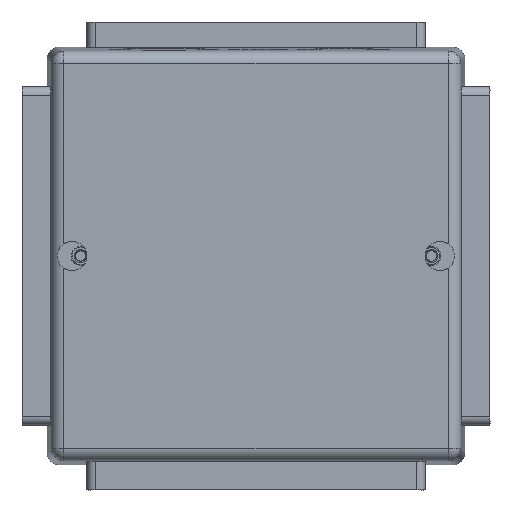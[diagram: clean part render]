
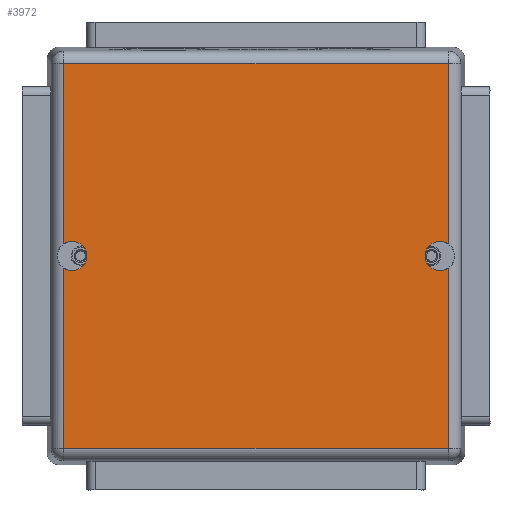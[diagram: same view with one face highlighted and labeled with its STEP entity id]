
A CAD part, left-side view. The second image highlights one B-rep face of the part: STEP entity #3972.
In plain terms, the highlighted planar face has unit normal (-1, 0, 0).
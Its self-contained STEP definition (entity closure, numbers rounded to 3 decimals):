
#3934=AXIS2_PLACEMENT_3D('Plane Axis2P3D',#3931,#3932,#3933) ;
#3938=AXIS2_PLACEMENT_3D('Circle Axis2P3D',#3936,#3937,$) ;
#3945=AXIS2_PLACEMENT_3D('Circle Axis2P3D',#3943,#3944,$) ;
#3950=AXIS2_PLACEMENT_3D('Circle Axis2P3D',#3948,#3949,$) ;
#3957=AXIS2_PLACEMENT_3D('Circle Axis2P3D',#3955,#3956,$) ;
#3720=CARTESIAN_POINT('Vertex',(0.,-46.005,46.005)) ;
#3743=CARTESIAN_POINT('Vertex',(0.,46.005,46.005)) ;
#3746=CARTESIAN_POINT('Line Origine',(0.,0.,46.005)) ;
#3783=CARTESIAN_POINT('Vertex',(0.,46.005,-46.005)) ;
#3806=CARTESIAN_POINT('Vertex',(0.,-46.005,-46.005)) ;
#3809=CARTESIAN_POINT('Line Origine',(0.,0.,-46.005)) ;
#3842=CARTESIAN_POINT('Line Origine',(0.,46.005,0.)) ;
#3846=CARTESIAN_POINT('Vertex',(0.,46.005,2.9)) ;
#3849=CARTESIAN_POINT('Line Origine',(0.,46.005,0.)) ;
#3853=CARTESIAN_POINT('Vertex',(0.,46.005,-2.9)) ;
#3889=CARTESIAN_POINT('Line Origine',(0.,-46.005,0.)) ;
#3893=CARTESIAN_POINT('Vertex',(0.,-46.005,-2.9)) ;
#3896=CARTESIAN_POINT('Line Origine',(0.,-46.005,0.)) ;
#3900=CARTESIAN_POINT('Vertex',(0.,-46.005,2.9)) ;
#3931=CARTESIAN_POINT('Axis2P3D Location',(0.,0.,0.)) ;
#3936=CARTESIAN_POINT('Axis2P3D Location',(0.,44.,0.)) ;
#3940=CARTESIAN_POINT('Vertex',(0.,40.475,0.)) ;
#3943=CARTESIAN_POINT('Axis2P3D Location',(0.,44.,0.)) ;
#3948=CARTESIAN_POINT('Axis2P3D Location',(0.,-44.,0.)) ;
#3952=CARTESIAN_POINT('Vertex',(0.,-40.475,0.)) ;
#3955=CARTESIAN_POINT('Axis2P3D Location',(0.,-44.,0.)) ;
#3747=DIRECTION('Vector Direction',(0.,-1.,0.)) ;
#3810=DIRECTION('Vector Direction',(0.,1.,0.)) ;
#3843=DIRECTION('Vector Direction',(0.,0.,-1.)) ;
#3850=DIRECTION('Vector Direction',(0.,0.,-1.)) ;
#3890=DIRECTION('Vector Direction',(0.,0.,-1.)) ;
#3897=DIRECTION('Vector Direction',(0.,0.,-1.)) ;
#3932=DIRECTION('Axis2P3D Direction',(1.,0.,0.)) ;
#3933=DIRECTION('Axis2P3D XDirection',(0.,1.,0.)) ;
#3937=DIRECTION('Axis2P3D Direction',(1.,0.,0.)) ;
#3944=DIRECTION('Axis2P3D Direction',(1.,0.,0.)) ;
#3949=DIRECTION('Axis2P3D Direction',(1.,0.,0.)) ;
#3956=DIRECTION('Axis2P3D Direction',(1.,0.,0.)) ;
#3748=VECTOR('Line Direction',#3747,1.) ;
#3811=VECTOR('Line Direction',#3810,1.) ;
#3844=VECTOR('Line Direction',#3843,1.) ;
#3851=VECTOR('Line Direction',#3850,1.) ;
#3891=VECTOR('Line Direction',#3890,1.) ;
#3898=VECTOR('Line Direction',#3897,1.) ;
#3961=ORIENTED_EDGE('',*,*,#3942,.F.) ;
#3962=ORIENTED_EDGE('',*,*,#3947,.F.) ;
#3963=ORIENTED_EDGE('',*,*,#3855,.T.) ;
#3964=ORIENTED_EDGE('',*,*,#3813,.T.) ;
#3965=ORIENTED_EDGE('',*,*,#3895,.T.) ;
#3966=ORIENTED_EDGE('',*,*,#3954,.F.) ;
#3967=ORIENTED_EDGE('',*,*,#3959,.F.) ;
#3968=ORIENTED_EDGE('',*,*,#3902,.T.) ;
#3969=ORIENTED_EDGE('',*,*,#3750,.T.) ;
#3970=ORIENTED_EDGE('',*,*,#3848,.T.) ;
#3972=ADVANCED_FACE('Corps principal',(#3971),#3935,.F.) ;
#3939=CIRCLE('generated circle',#3938,3.525) ;
#3946=CIRCLE('generated circle',#3945,3.525) ;
#3951=CIRCLE('generated circle',#3950,3.525) ;
#3958=CIRCLE('generated circle',#3957,3.525) ;
#3750=EDGE_CURVE('',#3721,#3744,#3749,.F.) ;
#3813=EDGE_CURVE('',#3784,#3807,#3812,.F.) ;
#3848=EDGE_CURVE('',#3744,#3847,#3845,.T.) ;
#3855=EDGE_CURVE('',#3854,#3784,#3852,.T.) ;
#3895=EDGE_CURVE('',#3807,#3894,#3892,.F.) ;
#3902=EDGE_CURVE('',#3901,#3721,#3899,.F.) ;
#3942=EDGE_CURVE('',#3941,#3847,#3939,.F.) ;
#3947=EDGE_CURVE('',#3854,#3941,#3946,.F.) ;
#3954=EDGE_CURVE('',#3953,#3894,#3951,.F.) ;
#3959=EDGE_CURVE('',#3901,#3953,#3958,.F.) ;
#3960=EDGE_LOOP('',(#3961,#3962,#3963,#3964,#3965,#3966,#3967,#3968,#3969,#3970)) ;
#3971=FACE_OUTER_BOUND('',#3960,.T.) ;
#3749=LINE('Line',#3746,#3748) ;
#3812=LINE('Line',#3809,#3811) ;
#3845=LINE('Line',#3842,#3844) ;
#3852=LINE('Line',#3849,#3851) ;
#3892=LINE('Line',#3889,#3891) ;
#3899=LINE('Line',#3896,#3898) ;
#3935=PLANE('',#3934) ;
#3721=VERTEX_POINT('',#3720) ;
#3744=VERTEX_POINT('',#3743) ;
#3784=VERTEX_POINT('',#3783) ;
#3807=VERTEX_POINT('',#3806) ;
#3847=VERTEX_POINT('',#3846) ;
#3854=VERTEX_POINT('',#3853) ;
#3894=VERTEX_POINT('',#3893) ;
#3901=VERTEX_POINT('',#3900) ;
#3941=VERTEX_POINT('',#3940) ;
#3953=VERTEX_POINT('',#3952) ;
